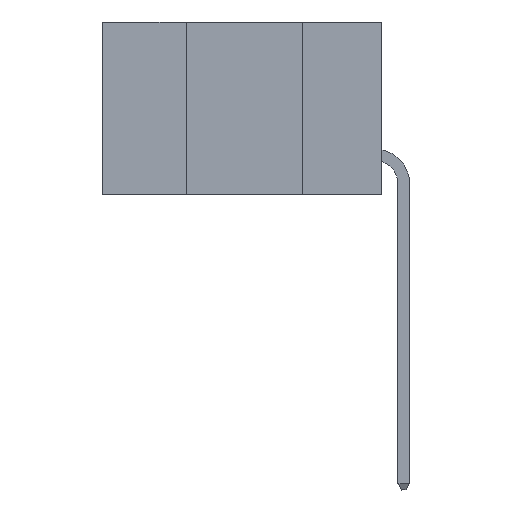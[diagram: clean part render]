
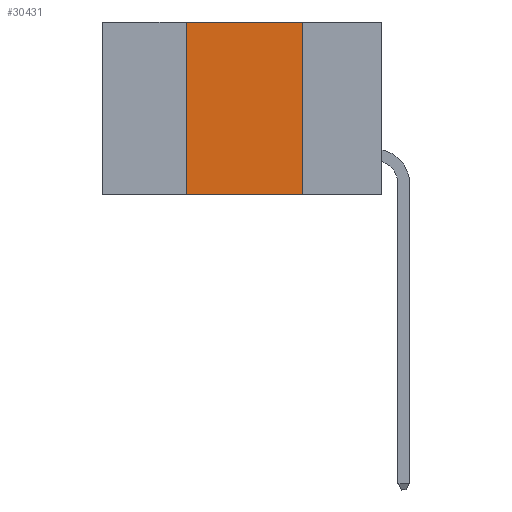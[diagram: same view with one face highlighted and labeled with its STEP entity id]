
A CAD part, left-side view. The second image highlights one B-rep face of the part: STEP entity #30431.
In plain terms, the highlighted planar face has unit normal (-1, 0, 0).
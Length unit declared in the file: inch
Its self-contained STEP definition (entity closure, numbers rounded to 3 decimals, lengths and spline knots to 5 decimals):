
#495 = VECTOR ( 'NONE', #12392, 39.37008 ) ;
#591 = CARTESIAN_POINT ( 'NONE',  ( 0., 0.6, -0.37 ) ) ;
#738 = DIRECTION ( 'NONE',  ( 0., 0., -1. ) ) ;
#2942 = ORIENTED_EDGE ( 'NONE', *, *, #12772, .F. ) ;
#3660 = VECTOR ( 'NONE', #7472, 39.37008 ) ;
#3771 = CARTESIAN_POINT ( 'NONE',  ( 0., 0.42, 0. ) ) ;
#5082 = CARTESIAN_POINT ( 'NONE',  ( 0., 0.17, 0. ) ) ;
#5678 = FACE_OUTER_BOUND ( 'NONE', #18877, .T. ) ;
#6270 = CARTESIAN_POINT ( 'NONE',  ( 0., 0.17, -0.37 ) ) ;
#7472 = DIRECTION ( 'NONE',  ( 0., -1., 0. ) ) ;
#9604 = DIRECTION ( 'NONE',  ( 0., 0., 1. ) ) ;
#11723 = DIRECTION ( 'NONE',  ( 0., -1., 0. ) ) ;
#12392 = DIRECTION ( 'NONE',  ( 0., 0., -1. ) ) ;
#12772 = EDGE_CURVE ( 'NONE', #18862, #21439, #28675, .T. ) ;
#13079 = CARTESIAN_POINT ( 'NONE',  ( 0., 0.42, 0. ) ) ;
#13389 = ORIENTED_EDGE ( 'NONE', *, *, #19355, .F. ) ;
#14631 = LINE ( 'NONE', #591, #35755 ) ;
#15530 = VERTEX_POINT ( 'NONE', #5082 ) ;
#15978 = VECTOR ( 'NONE', #9604, 39.37008 ) ;
#16279 = ORIENTED_EDGE ( 'NONE', *, *, #28659, .T. ) ;
#16319 = ORIENTED_EDGE ( 'NONE', *, *, #27695, .F. ) ;
#18862 = VERTEX_POINT ( 'NONE', #32049 ) ;
#18877 = EDGE_LOOP ( 'NONE', ( #16319, #13389, #2942, #16279 ) ) ;
#19355 = EDGE_CURVE ( 'NONE', #21439, #15530, #34740, .T. ) ;
#20195 = CARTESIAN_POINT ( 'NONE',  ( 0., 0.17, 0. ) ) ;
#20555 = LINE ( 'NONE', #20195, #495 ) ;
#21439 = VERTEX_POINT ( 'NONE', #13079 ) ;
#22152 = VERTEX_POINT ( 'NONE', #6270 ) ;
#22224 = CARTESIAN_POINT ( 'NONE',  ( 0., 0.6, 0. ) ) ;
#23646 = CARTESIAN_POINT ( 'NONE',  ( 0., 0.6, 0. ) ) ;
#27695 = EDGE_CURVE ( 'NONE', #15530, #22152, #20555, .T. ) ;
#28033 = PLANE ( 'NONE',  #34676 ) ;
#28659 = EDGE_CURVE ( 'NONE', #18862, #22152, #14631, .T. ) ;
#28675 = LINE ( 'NONE', #3771, #15978 ) ;
#30431 = ADVANCED_FACE ( 'NONE', ( #5678 ), #28033, .F. ) ;
#32049 = CARTESIAN_POINT ( 'NONE',  ( 0., 0.42, -0.37 ) ) ;
#33309 = DIRECTION ( 'NONE',  ( 1., 0., 0. ) ) ;
#34676 = AXIS2_PLACEMENT_3D ( 'NONE', #22224, #33309, #738 ) ;
#34740 = LINE ( 'NONE', #23646, #3660 ) ;
#35755 = VECTOR ( 'NONE', #11723, 39.37008 ) ;
